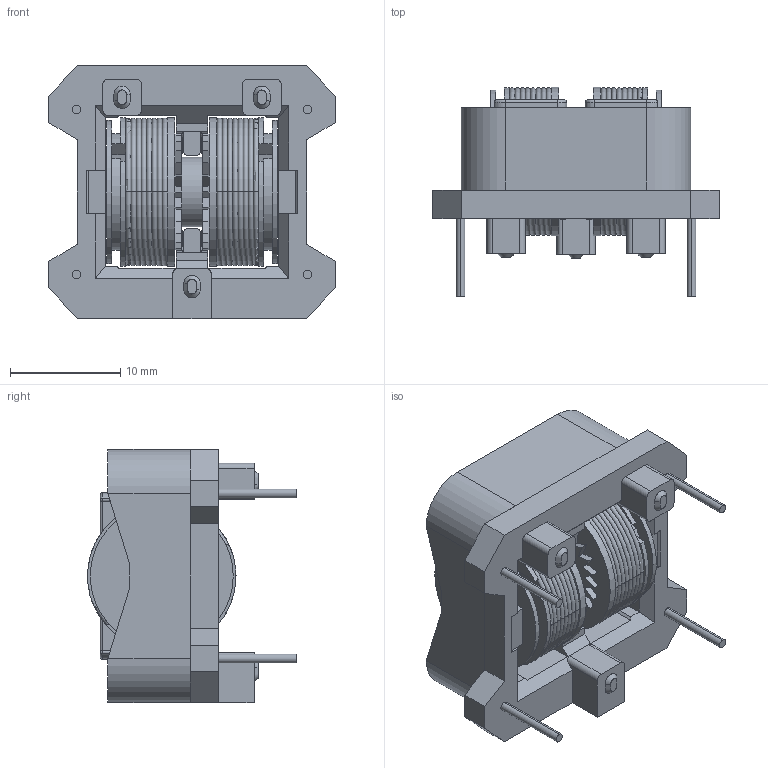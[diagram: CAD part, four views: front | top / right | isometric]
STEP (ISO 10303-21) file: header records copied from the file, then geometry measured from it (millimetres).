
FILE_DESCRIPTION (( 'STEP AP214' ), '1' );
FILE_NAME ('SSHB21H(MAX-LOGO).STEP', '2018-11-06T01:27:06', ( '' ), ( '' ), 'SwSTEP 2.0', 'SolidWorks 2018', '' );
FILE_SCHEMA (( 'AUTOMOTIVE_DESIGN' ));
Length unit declared in the file: millimetre
Products named in the file (1): SSHB21H(MAX-LOGO)
Bounding box: 26 x 19 x 23 mm (x, y, z)
Volume: 4556.5 mm3; surface area: 4911.4 mm2
Topology: 1 solids, 1 shells, 508 faces, 1370 edges, 870 vertices
Faces by surface type: plane 340, cylinder 110, torus 40, sphere 12, bspline 6
Entity records: 21644 total; most frequent: CARTESIAN_POINT 3259, ORIENTED_EDGE 2708, DIRECTION 2608, EDGE_CURVE 1354, VECTOR 1006, LINE 1006, VERTEX_POINT 866, AXIS2_PLACEMENT_3D 801
